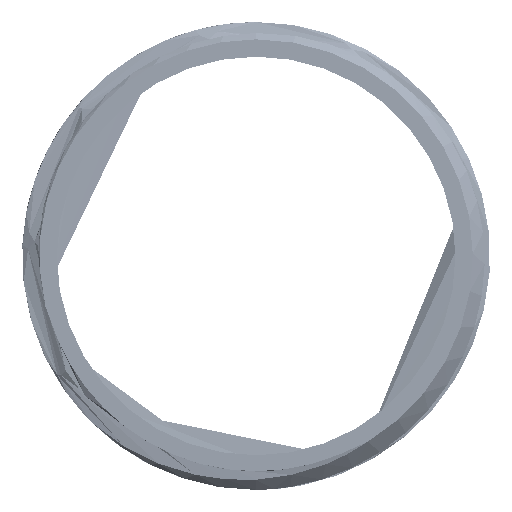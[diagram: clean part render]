
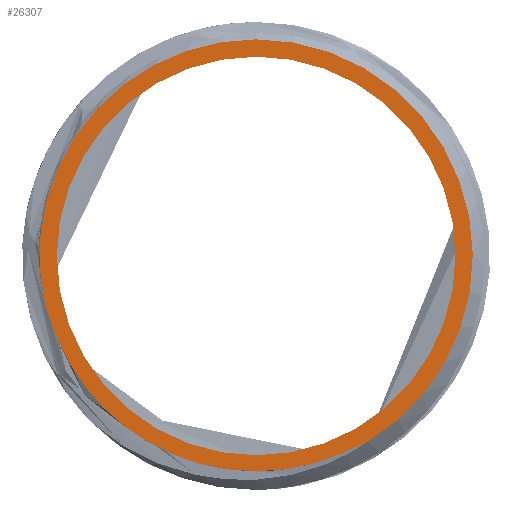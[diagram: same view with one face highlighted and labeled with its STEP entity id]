
A CAD part, left-side view. The second image highlights one B-rep face of the part: STEP entity #26307.
In plain terms, the highlighted planar face has unit normal (-1, 0, 0).
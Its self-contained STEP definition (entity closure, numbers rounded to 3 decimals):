
#11 = DIRECTION ( 'NONE',  ( 0., 0., 1. ) ) ;
#845 = CARTESIAN_POINT ( 'NONE',  ( -40.707, 6.079, -1.45 ) ) ;
#941 = DIRECTION ( 'NONE',  ( 0., 0., 1. ) ) ;
#1564 = CARTESIAN_POINT ( 'NONE',  ( -40.707, -3.222, -5.356 ) ) ;
#1850 = VERTEX_POINT ( 'NONE', #18375 ) ;
#2650 = CARTESIAN_POINT ( 'NONE',  ( -40.707, 5.886, -2.043 ) ) ;
#2942 = EDGE_CURVE ( 'NONE', #43464, #30741, #10254, .T. ) ;
#2952 = CARTESIAN_POINT ( 'NONE',  ( -40.707, 4.699, -4.079 ) ) ;
#4071 = ORIENTED_EDGE ( 'NONE', *, *, #9133, .T. ) ;
#4789 = ORIENTED_EDGE ( 'NONE', *, *, #44110, .F. ) ;
#5544 = CARTESIAN_POINT ( 'NONE',  ( -40.707, 0., 0. ) ) ;
#5646 = VERTEX_POINT ( 'NONE', #1564 ) ;
#5770 = DIRECTION ( 'NONE',  ( 0., 0., 1. ) ) ;
#5889 = CARTESIAN_POINT ( 'NONE',  ( -40.707, 0., 6.25 ) ) ;
#7513 = CARTESIAN_POINT ( 'NONE',  ( -40.707, -2.408, -5.723 ) ) ;
#8184 = CIRCLE ( 'NONE', #30288, 6.25 ) ;
#8407 = EDGE_LOOP ( 'NONE', ( #26613, #13262, #19816, #41093, #4071 ) ) ;
#8604 = DIRECTION ( 'NONE',  ( -1., 0., 0. ) ) ;
#9133 = EDGE_CURVE ( 'NONE', #25367, #29700, #39499, .T. ) ;
#9856 = CARTESIAN_POINT ( 'NONE',  ( -40.707, 1.616, -6.009 ) ) ;
#10004 = CARTESIAN_POINT ( 'NONE',  ( -40.707, 5.993, -1.75 ) ) ;
#10254 = CIRCLE ( 'NONE', #25722, 5.75 ) ;
#11084 = DIRECTION ( 'NONE',  ( 0., 0., -1. ) ) ;
#13262 = ORIENTED_EDGE ( 'NONE', *, *, #29433, .F. ) ;
#13318 = CARTESIAN_POINT ( 'NONE',  ( -40.707, 0.196, -6.209 ) ) ;
#13342 = B_SPLINE_CURVE_WITH_KNOTS ( 'NONE', 3,
 ( #21604, #31984, #35662, #7513 ),
 .UNSPECIFIED., .F., .F.,
 ( 4, 4 ),
 ( 0.005, 0.006 ),
 .UNSPECIFIED. ) ;
#16339 = CARTESIAN_POINT ( 'NONE',  ( -40.707, -1.647, -6.043 ) ) ;
#16708 = CARTESIAN_POINT ( 'NONE',  ( -40.707, 6.079, -1.45 ) ) ;
#16823 = VERTEX_POINT ( 'NONE', #42644 ) ;
#17013 = CARTESIAN_POINT ( 'NONE',  ( -40.707, 4.956, -3.763 ) ) ;
#17288 = AXIS2_PLACEMENT_3D ( 'NONE', #32548, #25396, #941 ) ;
#17565 = FACE_OUTER_BOUND ( 'NONE', #8407, .T. ) ;
#18198 = B_SPLINE_CURVE_WITH_KNOTS ( 'NONE', 3,
 ( #23266, #16339, #30413, #13318, #27405, #44516, #41493, #9856, #23943, #21395, #35223, #24393, #34562, #2952, #17013, #39154, #38247, #20712 ),
 .UNSPECIFIED., .F., .F.,
 ( 4, 2, 2, 2, 2, 2, 2, 2, 4 ),
 ( 0., 0.002, 0.003, 0.004, 0.005, 0.006, 0.007, 0.009, 0.01 ),
 .UNSPECIFIED. ) ;
#18375 = CARTESIAN_POINT ( 'NONE',  ( -40.707, -2.408, -5.723 ) ) ;
#19257 = CARTESIAN_POINT ( 'NONE',  ( -40.707, 0., 5.75 ) ) ;
#19594 = AXIS2_PLACEMENT_3D ( 'NONE', #5544, #40854, #5770 ) ;
#19816 = ORIENTED_EDGE ( 'NONE', *, *, #25033, .F. ) ;
#20712 = CARTESIAN_POINT ( 'NONE',  ( -40.707, 5.756, -2.328 ) ) ;
#21395 = CARTESIAN_POINT ( 'NONE',  ( -40.707, 2.758, -5.578 ) ) ;
#21604 = CARTESIAN_POINT ( 'NONE',  ( -40.707, -3.222, -5.356 ) ) ;
#23266 = CARTESIAN_POINT ( 'NONE',  ( -40.707, -2.408, -5.723 ) ) ;
#23869 = CARTESIAN_POINT ( 'NONE',  ( -40.707, 5.756, -2.328 ) ) ;
#23943 = CARTESIAN_POINT ( 'NONE',  ( -40.707, 2.005, -5.89 ) ) ;
#24393 = CARTESIAN_POINT ( 'NONE',  ( -40.707, 3.806, -4.923 ) ) ;
#25033 = EDGE_CURVE ( 'NONE', #5646, #1850, #13342, .T. ) ;
#25367 = VERTEX_POINT ( 'NONE', #5889 ) ;
#25396 = DIRECTION ( 'NONE',  ( -1., 0., 0. ) ) ;
#25722 = AXIS2_PLACEMENT_3D ( 'NONE', #42939, #42477, #11 ) ;
#26307 = ADVANCED_FACE ( 'NONE', ( #28632, #17565 ), #41835, .F. ) ;
#26600 = CARTESIAN_POINT ( 'NONE',  ( -40.707, 0., 0. ) ) ;
#26613 = ORIENTED_EDGE ( 'NONE', *, *, #35064, .F. ) ;
#27405 = CARTESIAN_POINT ( 'NONE',  ( -40.707, 0.4, -6.199 ) ) ;
#28632 = FACE_BOUND ( 'NONE', #37199, .T. ) ;
#29433 = EDGE_CURVE ( 'NONE', #1850, #16823, #18198, .T. ) ;
#29700 = VERTEX_POINT ( 'NONE', #845 ) ;
#30288 = AXIS2_PLACEMENT_3D ( 'NONE', #26600, #8604, #40686 ) ;
#30413 = CARTESIAN_POINT ( 'NONE',  ( -40.707, -0.822, -6.208 ) ) ;
#30741 = VERTEX_POINT ( 'NONE', #36979 ) ;
#30841 = EDGE_CURVE ( 'NONE', #5646, #25367, #8184, .T. ) ;
#31326 = ORIENTED_EDGE ( 'NONE', *, *, #2942, .F. ) ;
#31421 = DIRECTION ( 'NONE',  ( 1., 0., 0. ) ) ;
#31649 = CARTESIAN_POINT ( 'NONE',  ( -40.707, 5.75, 0. ) ) ;
#31984 = CARTESIAN_POINT ( 'NONE',  ( -40.707, -2.961, -5.496 ) ) ;
#32548 = CARTESIAN_POINT ( 'NONE',  ( -40.707, 0., 0. ) ) ;
#34562 = CARTESIAN_POINT ( 'NONE',  ( -40.707, 4.125, -4.658 ) ) ;
#35064 = EDGE_CURVE ( 'NONE', #16823, #29700, #40723, .T. ) ;
#35223 = CARTESIAN_POINT ( 'NONE',  ( -40.707, 3.123, -5.382 ) ) ;
#35662 = CARTESIAN_POINT ( 'NONE',  ( -40.707, -2.688, -5.62 ) ) ;
#36446 = CIRCLE ( 'NONE', #17288, 5.75 ) ;
#36979 = CARTESIAN_POINT ( 'NONE',  ( -40.707, 0., -5.75 ) ) ;
#37199 = EDGE_LOOP ( 'NONE', ( #31326, #4789 ) ) ;
#38247 = CARTESIAN_POINT ( 'NONE',  ( -40.707, 5.601, -2.711 ) ) ;
#38841 = AXIS2_PLACEMENT_3D ( 'NONE', #31649, #31421, #11084 ) ;
#39154 = CARTESIAN_POINT ( 'NONE',  ( -40.707, 5.408, -3.077 ) ) ;
#39499 = CIRCLE ( 'NONE', #19594, 6.25 ) ;
#40686 = DIRECTION ( 'NONE',  ( 0., 0., 1. ) ) ;
#40723 = B_SPLINE_CURVE_WITH_KNOTS ( 'NONE', 3,
 ( #23869, #2650, #10004, #16708 ),
 .UNSPECIFIED., .F., .F.,
 ( 4, 4 ),
 ( 0., 0.001 ),
 .UNSPECIFIED. ) ;
#40854 = DIRECTION ( 'NONE',  ( -1., 0., 0. ) ) ;
#41093 = ORIENTED_EDGE ( 'NONE', *, *, #30841, .T. ) ;
#41493 = CARTESIAN_POINT ( 'NONE',  ( -40.707, 1.011, -6.129 ) ) ;
#41835 = PLANE ( 'NONE',  #38841 ) ;
#42477 = DIRECTION ( 'NONE',  ( -1., 0., 0. ) ) ;
#42644 = CARTESIAN_POINT ( 'NONE',  ( -40.707, 5.756, -2.328 ) ) ;
#42939 = CARTESIAN_POINT ( 'NONE',  ( -40.707, 0., 0. ) ) ;
#43464 = VERTEX_POINT ( 'NONE', #19257 ) ;
#44110 = EDGE_CURVE ( 'NONE', #30741, #43464, #36446, .T. ) ;
#44516 = CARTESIAN_POINT ( 'NONE',  ( -40.707, 0.807, -6.16 ) ) ;
